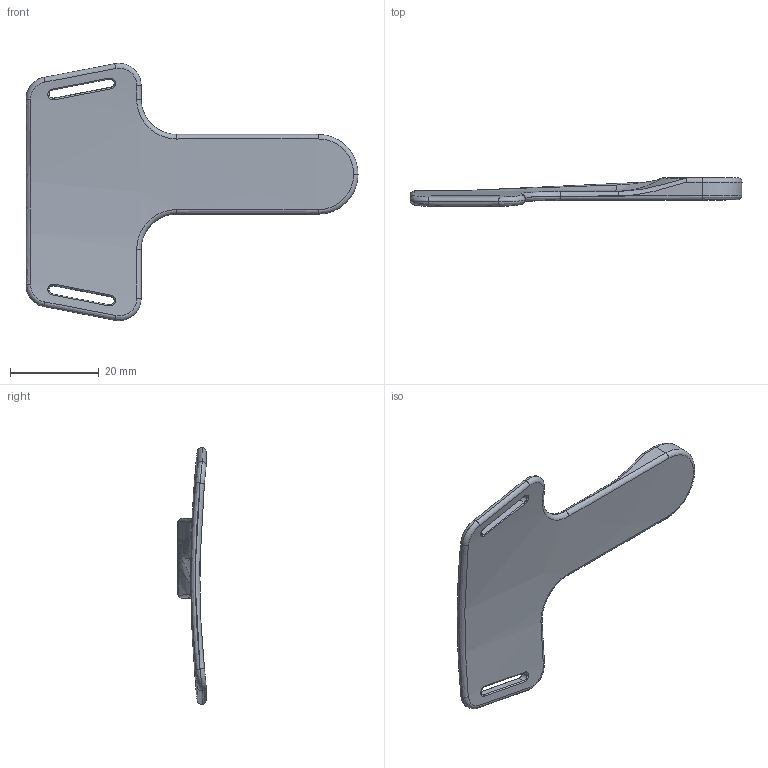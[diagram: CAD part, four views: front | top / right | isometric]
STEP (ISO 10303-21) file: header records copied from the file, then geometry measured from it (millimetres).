
FILE_DESCRIPTION (( 'STEP AP214' ), '1' );
FILE_NAME ('Wrist plate.STEP', '2023-08-01T09:20:52', ( '' ), ( '' ), 'SwSTEP 2.0', 'SolidWorks 2022', '' );
FILE_SCHEMA (( 'AUTOMOTIVE_DESIGN' ));
Length unit declared in the file: millimetre
Products named in the file (1): Wrist plate
Bounding box: 75 x 6.4 x 58.1 mm (x, y, z)
Volume: 5405.4 mm3; surface area: 5089.4 mm2
Topology: 1 solids, 1 shells, 119 faces, 273 edges, 155 vertices
Faces by surface type: bspline 100, cylinder 9, plane 7, sphere 2, torus 1
Entity records: 6717 total; most frequent: CARTESIAN_POINT 4698, ORIENTED_EDGE 542, EDGE_CURVE 271, DIRECTION 225, B_SPLINE_CURVE_WITH_KNOTS 172, VERTEX_POINT 155, EDGE_LOOP 124, FACE_OUTER_BOUND 119
